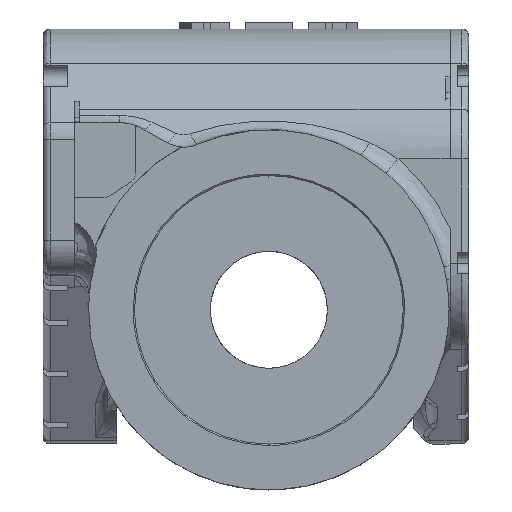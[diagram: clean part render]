
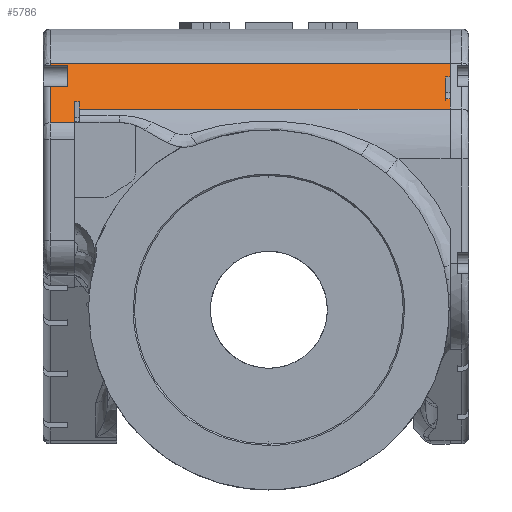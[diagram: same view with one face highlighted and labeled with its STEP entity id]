
A CAD part, left-side view. The second image highlights one B-rep face of the part: STEP entity #5786.
In plain terms, the highlighted planar face has unit normal (-0.707, 0, 0.707).
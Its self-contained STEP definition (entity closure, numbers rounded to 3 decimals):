
#97 = DIRECTION ( 'NONE',  ( -0.707, 0., -0.707 ) ) ;
#344 = EDGE_LOOP ( 'NONE', ( #11192, #34314, #4351, #663, #3646, #21322, #21176, #24975, #24496, #9658, #26954, #16992, #20624, #6777, #2667, #29015 ) ) ;
#633 = LINE ( 'NONE', #3662, #27625 ) ;
#663 = ORIENTED_EDGE ( 'NONE', *, *, #16856, .F. ) ;
#727 = VECTOR ( 'NONE', #8758, 1000. ) ;
#799 = DIRECTION ( 'NONE',  ( 0., -1., 0. ) ) ;
#1160 = VECTOR ( 'NONE', #799, 1000. ) ;
#1559 = DIRECTION ( 'NONE',  ( 0.707, 0., 0.707 ) ) ;
#1704 = CARTESIAN_POINT ( 'NONE',  ( -487.071, 93.5, 79.929 ) ) ;
#2012 = DIRECTION ( 'NONE',  ( 0., -1., 0. ) ) ;
#2170 = CARTESIAN_POINT ( 'NONE',  ( -478., 81., 89. ) ) ;
#2529 = DIRECTION ( 'NONE',  ( 0., -1., 0. ) ) ;
#2667 = ORIENTED_EDGE ( 'NONE', *, *, #33966, .T. ) ;
#2680 = CARTESIAN_POINT ( 'NONE',  ( -462.5, 93.5, 104.5 ) ) ;
#2899 = VECTOR ( 'NONE', #24387, 1000. ) ;
#2939 = CARTESIAN_POINT ( 'NONE',  ( -476.705, 88., 90.295 ) ) ;
#3646 = ORIENTED_EDGE ( 'NONE', *, *, #7361, .T. ) ;
#3662 = CARTESIAN_POINT ( 'NONE',  ( -447., -75.5, 120. ) ) ;
#3769 = LINE ( 'NONE', #2939, #12016 ) ;
#3825 = CARTESIAN_POINT ( 'NONE',  ( -487.18, 93.5, 79.82 ) ) ;
#4068 = LINE ( 'NONE', #7123, #23228 ) ;
#4351 = ORIENTED_EDGE ( 'NONE', *, *, #15896, .F. ) ;
#4651 = EDGE_CURVE ( 'NONE', #14028, #18510, #24832, .T. ) ;
#4899 = PLANE ( 'NONE',  #8750 ) ;
#5143 = EDGE_CURVE ( 'NONE', #25078, #28315, #22801, .T. ) ;
#5786 = ADVANCED_FACE ( 'NONE', ( #32451 ), #4899, .T. ) ;
#5873 = CARTESIAN_POINT ( 'NONE',  ( -478., 83., 89. ) ) ;
#5982 = CARTESIAN_POINT ( 'NONE',  ( -447., 93.5, 120. ) ) ;
#6777 = ORIENTED_EDGE ( 'NONE', *, *, #33260, .T. ) ;
#7123 = CARTESIAN_POINT ( 'NONE',  ( -467.5, -77.5, 99.5 ) ) ;
#7327 = CARTESIAN_POINT ( 'NONE',  ( -481.213, -77.5, 85.787 ) ) ;
#7361 = EDGE_CURVE ( 'NONE', #8421, #32655, #35365, .T. ) ;
#7999 = LINE ( 'NONE', #32862, #2899 ) ;
#8047 = VERTEX_POINT ( 'NONE', #2170 ) ;
#8421 = VERTEX_POINT ( 'NONE', #7327 ) ;
#8529 = CARTESIAN_POINT ( 'NONE',  ( -481.213, -77.5, 85.787 ) ) ;
#8582 = CARTESIAN_POINT ( 'NONE',  ( -487.071, 88., 79.929 ) ) ;
#8750 = AXIS2_PLACEMENT_3D ( 'NONE', #26695, #13007, #23987 ) ;
#8758 = DIRECTION ( 'NONE',  ( 0., -1., 0. ) ) ;
#9168 = DIRECTION ( 'NONE',  ( 0., 1., 0. ) ) ;
#9504 = EDGE_CURVE ( 'NONE', #32655, #9777, #3769, .T. ) ;
#9658 = ORIENTED_EDGE ( 'NONE', *, *, #4651, .F. ) ;
#9777 = VERTEX_POINT ( 'NONE', #31266 ) ;
#9866 = VERTEX_POINT ( 'NONE', #15405 ) ;
#10281 = CARTESIAN_POINT ( 'NONE',  ( -481.213, -304.764, 85.787 ) ) ;
#10697 = DIRECTION ( 'NONE',  ( 0.707, 0., 0.707 ) ) ;
#10698 = CARTESIAN_POINT ( 'NONE',  ( -447., 86., 120. ) ) ;
#10795 = CARTESIAN_POINT ( 'NONE',  ( -461.645, -305.916, 105.355 ) ) ;
#11192 = ORIENTED_EDGE ( 'NONE', *, *, #24908, .T. ) ;
#12016 = VECTOR ( 'NONE', #9168, 1000. ) ;
#12819 = VERTEX_POINT ( 'NONE', #21226 ) ;
#13007 = DIRECTION ( 'NONE',  ( -0.707, 0., 0.707 ) ) ;
#13186 = EDGE_CURVE ( 'NONE', #19733, #14028, #25082, .T. ) ;
#13562 = VERTEX_POINT ( 'NONE', #5873 ) ;
#13790 = CARTESIAN_POINT ( 'NONE',  ( -487.071, 83., 79.929 ) ) ;
#13899 = VECTOR ( 'NONE', #20065, 1000. ) ;
#14028 = VERTEX_POINT ( 'NONE', #17969 ) ;
#14047 = LINE ( 'NONE', #30256, #34780 ) ;
#14090 = DIRECTION ( 'NONE',  ( -0.707, 0., -0.707 ) ) ;
#14426 = EDGE_CURVE ( 'NONE', #9777, #19180, #633, .T. ) ;
#14642 = VECTOR ( 'NONE', #2529, 1000. ) ;
#14995 = EDGE_CURVE ( 'NONE', #19180, #28234, #7999, .T. ) ;
#15405 = CARTESIAN_POINT ( 'NONE',  ( -471.5, 86., 95.5 ) ) ;
#15531 = CARTESIAN_POINT ( 'NONE',  ( -471.5, 93.5, 95.5 ) ) ;
#15896 = EDGE_CURVE ( 'NONE', #25878, #8047, #34278, .T. ) ;
#15954 = VECTOR ( 'NONE', #10697, 1000. ) ;
#16575 = DIRECTION ( 'NONE',  ( 0., 1., 0. ) ) ;
#16856 = EDGE_CURVE ( 'NONE', #8421, #25878, #29902, .T. ) ;
#16992 = ORIENTED_EDGE ( 'NONE', *, *, #24770, .T. ) ;
#17880 = EDGE_CURVE ( 'NONE', #12819, #9866, #27626, .T. ) ;
#17936 = EDGE_CURVE ( 'NONE', #13562, #8047, #33379, .T. ) ;
#17969 = CARTESIAN_POINT ( 'NONE',  ( -461.645, 93.5, 105.355 ) ) ;
#18510 = VERTEX_POINT ( 'NONE', #32528 ) ;
#18607 = DIRECTION ( 'NONE',  ( 0.707, 0., 0.707 ) ) ;
#19180 = VERTEX_POINT ( 'NONE', #34585 ) ;
#19733 = VERTEX_POINT ( 'NONE', #2680 ) ;
#20065 = DIRECTION ( 'NONE',  ( 0.707, 0., 0.707 ) ) ;
#20624 = ORIENTED_EDGE ( 'NONE', *, *, #17880, .T. ) ;
#21176 = ORIENTED_EDGE ( 'NONE', *, *, #14426, .T. ) ;
#21226 = CARTESIAN_POINT ( 'NONE',  ( -462.5, 86., 104.5 ) ) ;
#21322 = ORIENTED_EDGE ( 'NONE', *, *, #9504, .T. ) ;
#21628 = DIRECTION ( 'NONE',  ( 0., 1., 0. ) ) ;
#21881 = VECTOR ( 'NONE', #18607, 1000. ) ;
#22801 = LINE ( 'NONE', #8582, #727 ) ;
#23086 = VECTOR ( 'NONE', #2012, 1000. ) ;
#23228 = VECTOR ( 'NONE', #1559, 1000. ) ;
#23573 = VECTOR ( 'NONE', #25253, 1000. ) ;
#23987 = DIRECTION ( 'NONE',  ( 0., 1., 0. ) ) ;
#24387 = DIRECTION ( 'NONE',  ( 0., -1., 0. ) ) ;
#24496 = ORIENTED_EDGE ( 'NONE', *, *, #28038, .T. ) ;
#24770 = EDGE_CURVE ( 'NONE', #19733, #12819, #29531, .T. ) ;
#24832 = LINE ( 'NONE', #10795, #14642 ) ;
#24908 = EDGE_CURVE ( 'NONE', #28315, #13562, #33751, .T. ) ;
#24975 = ORIENTED_EDGE ( 'NONE', *, *, #14995, .T. ) ;
#25019 = VECTOR ( 'NONE', #14090, 1000. ) ;
#25078 = VERTEX_POINT ( 'NONE', #1704 ) ;
#25082 = LINE ( 'NONE', #3825, #23573 ) ;
#25253 = DIRECTION ( 'NONE',  ( 0.707, 0., 0.707 ) ) ;
#25860 = CARTESIAN_POINT ( 'NONE',  ( -467.5, -77.5, 99.5 ) ) ;
#25878 = VERTEX_POINT ( 'NONE', #35265 ) ;
#26695 = CARTESIAN_POINT ( 'NONE',  ( -447., 88., 120. ) ) ;
#26954 = ORIENTED_EDGE ( 'NONE', *, *, #13186, .F. ) ;
#27625 = VECTOR ( 'NONE', #27805, 1000. ) ;
#27626 = LINE ( 'NONE', #10698, #35051 ) ;
#27805 = DIRECTION ( 'NONE',  ( 0.707, 0., 0.707 ) ) ;
#28038 = EDGE_CURVE ( 'NONE', #28234, #18510, #4068, .T. ) ;
#28234 = VERTEX_POINT ( 'NONE', #25860 ) ;
#28315 = VERTEX_POINT ( 'NONE', #13790 ) ;
#28866 = CARTESIAN_POINT ( 'NONE',  ( -481.213, 81., 85.787 ) ) ;
#29015 = ORIENTED_EDGE ( 'NONE', *, *, #5143, .T. ) ;
#29298 = VERTEX_POINT ( 'NONE', #15531 ) ;
#29531 = LINE ( 'NONE', #29703, #23086 ) ;
#29703 = CARTESIAN_POINT ( 'NONE',  ( -462.5, 88., 104.5 ) ) ;
#29902 = LINE ( 'NONE', #10281, #33326 ) ;
#30114 = LINE ( 'NONE', #5982, #25019 ) ;
#30256 = CARTESIAN_POINT ( 'NONE',  ( -471.5, 88., 95.5 ) ) ;
#31266 = CARTESIAN_POINT ( 'NONE',  ( -476.705, -75.5, 90.295 ) ) ;
#32451 = FACE_OUTER_BOUND ( 'NONE', #344, .T. ) ;
#32528 = CARTESIAN_POINT ( 'NONE',  ( -461.645, -77.5, 105.355 ) ) ;
#32655 = VERTEX_POINT ( 'NONE', #35343 ) ;
#32862 = CARTESIAN_POINT ( 'NONE',  ( -467.5, 88., 99.5 ) ) ;
#33260 = EDGE_CURVE ( 'NONE', #9866, #29298, #14047, .T. ) ;
#33326 = VECTOR ( 'NONE', #21628, 1000. ) ;
#33379 = LINE ( 'NONE', #34385, #1160 ) ;
#33576 = CARTESIAN_POINT ( 'NONE',  ( -447., 83., 120. ) ) ;
#33751 = LINE ( 'NONE', #33576, #13899 ) ;
#33966 = EDGE_CURVE ( 'NONE', #29298, #25078, #30114, .T. ) ;
#34278 = LINE ( 'NONE', #28866, #21881 ) ;
#34314 = ORIENTED_EDGE ( 'NONE', *, *, #17936, .T. ) ;
#34385 = CARTESIAN_POINT ( 'NONE',  ( -478., 88., 89. ) ) ;
#34585 = CARTESIAN_POINT ( 'NONE',  ( -467.5, -75.5, 99.5 ) ) ;
#34780 = VECTOR ( 'NONE', #16575, 1000. ) ;
#35051 = VECTOR ( 'NONE', #97, 1000. ) ;
#35265 = CARTESIAN_POINT ( 'NONE',  ( -481.213, 81., 85.787 ) ) ;
#35343 = CARTESIAN_POINT ( 'NONE',  ( -476.705, -77.5, 90.295 ) ) ;
#35365 = LINE ( 'NONE', #8529, #15954 ) ;
